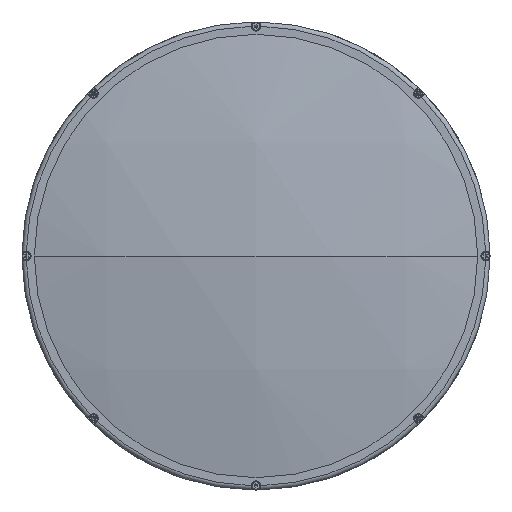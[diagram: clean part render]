
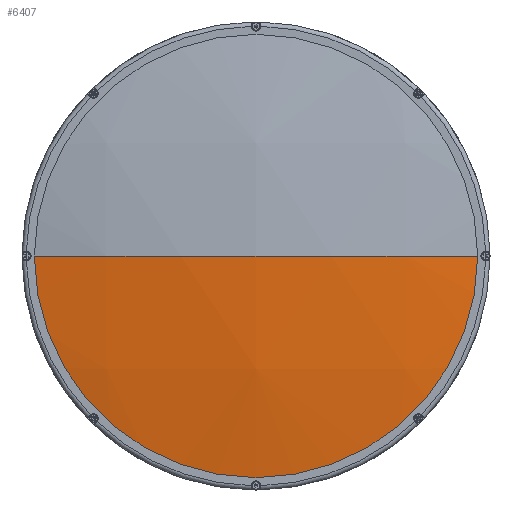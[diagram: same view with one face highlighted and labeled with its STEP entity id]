
A CAD part, left-side view. The second image highlights one B-rep face of the part: STEP entity #6407.
In plain terms, the highlighted spherical face has radius 786 mm.
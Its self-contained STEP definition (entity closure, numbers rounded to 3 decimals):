
#14 = VERTEX_POINT ( 'NONE', #3880 ) ;
#2189 = CIRCLE ( 'NONE', #4597, 786. ) ;
#2922 = CARTESIAN_POINT ( 'NONE',  ( -703.698, -154.5, 0. ) ) ;
#3428 = DIRECTION ( 'NONE',  ( 0., 1., 0. ) ) ;
#3880 = CARTESIAN_POINT ( 'NONE',  ( -703.698, 154.5, 0. ) ) ;
#4175 = DIRECTION ( 'NONE',  ( 0., 0., 1. ) ) ;
#4244 = EDGE_CURVE ( 'NONE', #14, #15958, #2189, .T. ) ;
#4597 = AXIS2_PLACEMENT_3D ( 'NONE', #11590, #4175, #12857 ) ;
#4604 = DIRECTION ( 'NONE',  ( 0., 0., -1. ) ) ;
#5405 = AXIS2_PLACEMENT_3D ( 'NONE', #12022, #4604, #13280 ) ;
#5910 = CIRCLE ( 'NONE', #13536, 154.5 ) ;
#6156 = CARTESIAN_POINT ( 'NONE',  ( -703.698, 0., 0. ) ) ;
#6407 = ADVANCED_FACE ( 'NONE', ( #12265 ), #11081, .T. ) ;
#6650 = VERTEX_POINT ( 'NONE', #2922 ) ;
#7418 = DIRECTION ( 'NONE',  ( 0., 0., 1. ) ) ;
#9109 = EDGE_LOOP ( 'NONE', ( #14213, #13285, #11522 ) ) ;
#10056 = CARTESIAN_POINT ( 'NONE',  ( -719.032, 0., 0. ) ) ;
#10882 = DIRECTION ( 'NONE',  ( 0., 0., -1. ) ) ;
#11081 = SPHERICAL_SURFACE ( 'NONE', #13778, 786. ) ;
#11082 = EDGE_CURVE ( 'NONE', #14, #6650, #5910, .T. ) ;
#11522 = ORIENTED_EDGE ( 'NONE', *, *, #4244, .F. ) ;
#11590 = CARTESIAN_POINT ( 'NONE',  ( 66.968, 0., 0. ) ) ;
#12022 = CARTESIAN_POINT ( 'NONE',  ( 66.968, 0., 0. ) ) ;
#12265 = FACE_OUTER_BOUND ( 'NONE', #9109, .T. ) ;
#12857 = DIRECTION ( 'NONE',  ( 0., -1., 0. ) ) ;
#13280 = DIRECTION ( 'NONE',  ( 0., 1., 0. ) ) ;
#13285 = ORIENTED_EDGE ( 'NONE', *, *, #15226, .T. ) ;
#13331 = CARTESIAN_POINT ( 'NONE',  ( 66.968, 0., 0. ) ) ;
#13536 = AXIS2_PLACEMENT_3D ( 'NONE', #6156, #14829, #7418 ) ;
#13778 = AXIS2_PLACEMENT_3D ( 'NONE', #13331, #10882, #3428 ) ;
#13908 = CIRCLE ( 'NONE', #5405, 786. ) ;
#14213 = ORIENTED_EDGE ( 'NONE', *, *, #11082, .T. ) ;
#14829 = DIRECTION ( 'NONE',  ( -1., 0., 0. ) ) ;
#15226 = EDGE_CURVE ( 'NONE', #6650, #15958, #13908, .T. ) ;
#15958 = VERTEX_POINT ( 'NONE', #10056 ) ;
